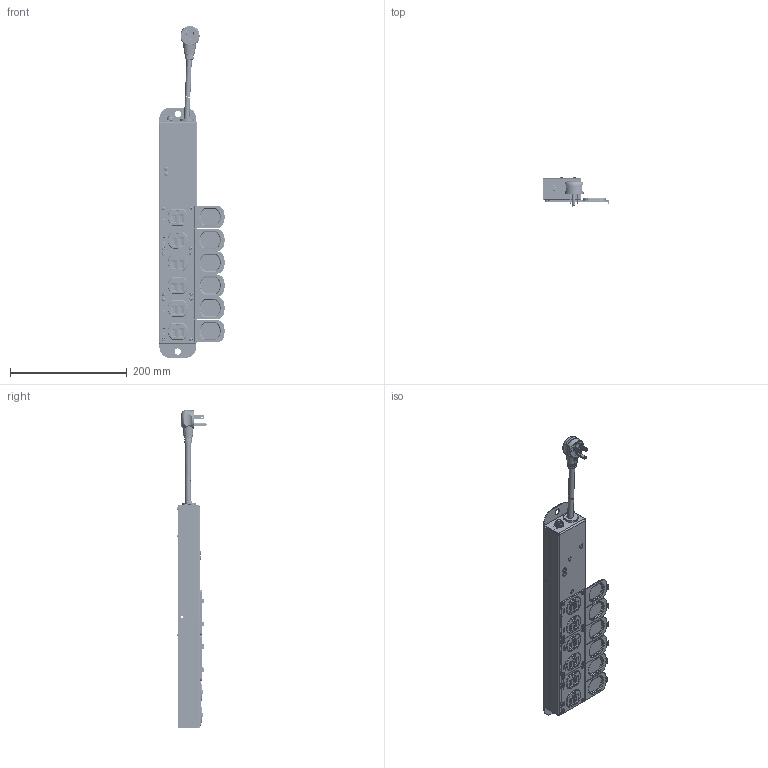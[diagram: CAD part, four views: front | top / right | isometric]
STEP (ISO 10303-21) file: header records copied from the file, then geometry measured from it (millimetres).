
FILE_DESCRIPTION (( 'STEP AP214' ), '1' );
FILE_NAME ('ORC5591-M01.STEP', '2024-11-04T19:25:11', ( '' ), ( '' ), 'SwSTEP 2.0', 'SolidWorks 2024', '' );
FILE_SCHEMA (( 'AUTOMOTIVE_DESIGN' ));
Length unit declared in the file: inch
Products named in the file (1): ORC5591-M01
Bounding box: 114.62 x 50.99 x 568 mm (x, y, z)
Surface area: 304552.7 mm2 (no closed solid volume)
Topology: 0 solids, 80 shells, 4859 faces, 12576 edges, 7984 vertices
Faces by surface type: plane 2207, cylinder 1265, bspline 713, cone 403, torus 182, sphere 89
Full cylindrical faces by diameter (mm): 0.61 x4, 1.3 x4, 1.651 x1, 2 x1, 2.032 x2, 2.156 x2, 2.387 x12, 2.646 x3, 2.845 x21, 2.921 x2, 2.937 x5, 3.048 x3, 3.25 x2, 3.3 x1, 3.4 x5, 3.44 x1, 3.48 x4, 3.505 x16, 3.556 x4, 3.772 x4, 3.8 x1, 3.937 x3, 4.064 x19, 4.166 x1, 4.191 x4, 4.216 x2, 4.318 x3, 4.448 x2, 4.541 x1, 4.547 x3
Entity records: 200085 total; most frequent: CARTESIAN_POINT 90306, ORIENTED_EDGE 23953, DIRECTION 19827, EDGE_CURVE 11981, VERTEX_POINT 7842, AXIS2_PLACEMENT_3D 6707, VECTOR 6413, LINE 6413
